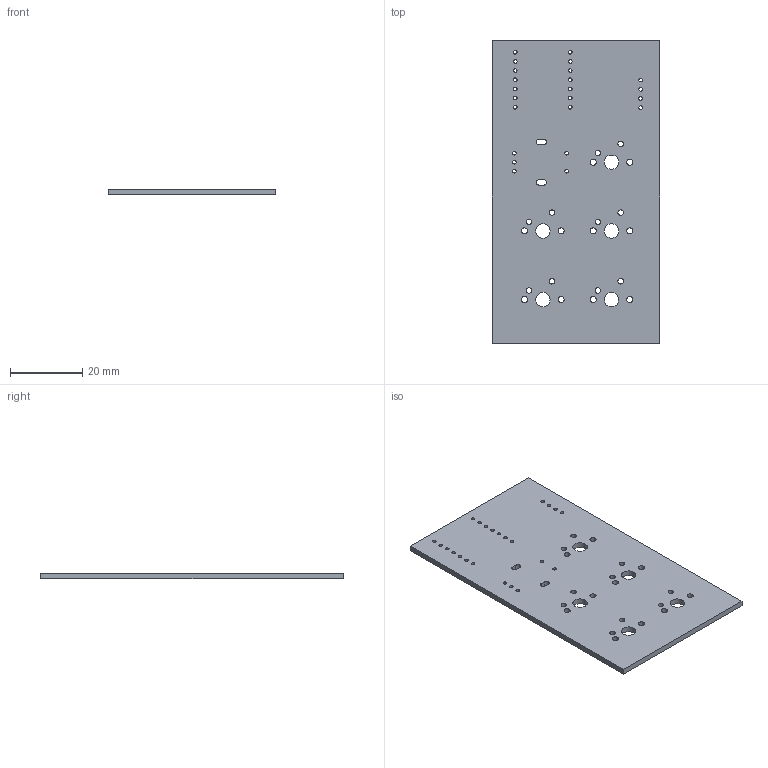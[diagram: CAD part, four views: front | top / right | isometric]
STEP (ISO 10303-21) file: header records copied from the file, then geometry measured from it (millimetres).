
FILE_DESCRIPTION(('KiCad electronic assembly'),'2;1');
FILE_NAME('hackpad_electronics.step','2024-10-21T23:44:38',('Pcbnew'),( 'Kicad'),'Open CASCADE STEP processor 7.8','KiCad to STEP converter' ,'Unknown');
FILE_SCHEMA(('AUTOMOTIVE_DESIGN { 1 0 10303 214 1 1 1 1 }'));
Length unit declared in the file: millimetre
Products named in the file (2): hackpad_electronics 1; hackpad_electronics_PCB
Assembly tree (1 placements, depth 2):
  hackpad_electronics 1
    hackpad_electronics_PCB
Bounding box: 46.35 x 83.82 x 1.6 mm (x, y, z)
Volume: 6010.8 mm3; surface area: 8330.5 mm2
Topology: 1 solids, 1 shells, 62 faces, 180 edges, 120 vertices
Faces by surface type: cylinder 52, plane 10
Full cylindrical faces by diameter (mm): 1 x23, 1.5 x10, 1.7 x10, 4 x5
Entity records: 2345 total; most frequent: DIRECTION 412, CARTESIAN_POINT 364, ORIENTED_EDGE 360, EDGE_CURVE 180, AXIS2_PLACEMENT_3D 168, FACE_BOUND 162, EDGE_LOOP 162, VERTEX_POINT 120
